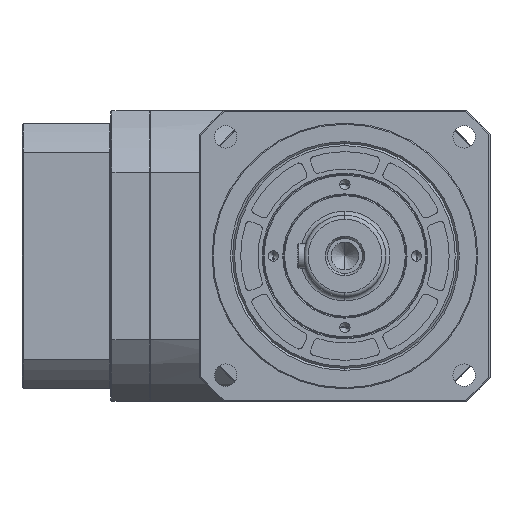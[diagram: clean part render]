
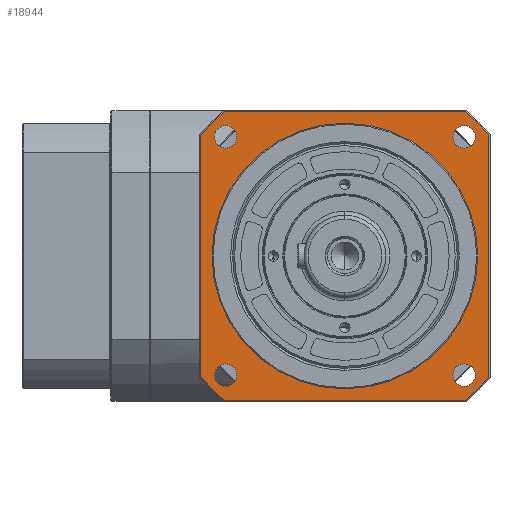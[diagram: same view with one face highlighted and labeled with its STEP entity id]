
A CAD part, left-side view. The second image highlights one B-rep face of the part: STEP entity #18944.
In plain terms, the highlighted planar face has unit normal (-1, 0, 0).
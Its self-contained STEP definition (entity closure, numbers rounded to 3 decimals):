
#15136=CARTESIAN_POINT('',(15.,0.,0.));
#15137=DIRECTION('',(-1.,0.,0.));
#15138=DIRECTION('',(0.,0.642,0.766));
#15139=AXIS2_PLACEMENT_3D('',#15136,#15137,#15138);
#15141=CARTESIAN_POINT('',(15.,0.,0.));
#15142=DIRECTION('',(-1.,0.,0.));
#15143=DIRECTION('',(0.,-0.766,0.642));
#15144=AXIS2_PLACEMENT_3D('',#15141,#15142,#15143);
#15146=CARTESIAN_POINT('',(15.,0.,0.));
#15147=DIRECTION('',(-1.,0.,0.));
#15148=DIRECTION('',(0.,-0.642,-0.766));
#15149=AXIS2_PLACEMENT_3D('',#15146,#15147,#15148);
#15151=CARTESIAN_POINT('',(15.,0.,0.));
#15152=DIRECTION('',(-1.,0.,0.));
#15153=DIRECTION('',(0.,0.766,-0.642));
#15154=AXIS2_PLACEMENT_3D('',#15151,#15152,#15153);
#15156=CARTESIAN_POINT('',(15.,58.336,58.336));
#15157=DIRECTION('',(1.,0.,0.));
#15158=DIRECTION('',(0.,0.,-1.));
#15159=AXIS2_PLACEMENT_3D('',#15156,#15157,#15158);
#15161=CARTESIAN_POINT('',(15.,58.336,58.336));
#15162=DIRECTION('',(1.,0.,0.));
#15163=DIRECTION('',(0.,0.,1.));
#15164=AXIS2_PLACEMENT_3D('',#15161,#15162,#15163);
#15166=CARTESIAN_POINT('',(15.,-58.336,58.336));
#15167=DIRECTION('',(1.,0.,0.));
#15168=DIRECTION('',(0.,0.,-1.));
#15169=AXIS2_PLACEMENT_3D('',#15166,#15167,#15168);
#15171=CARTESIAN_POINT('',(15.,-58.336,58.336));
#15172=DIRECTION('',(1.,0.,0.));
#15173=DIRECTION('',(0.,0.,1.));
#15174=AXIS2_PLACEMENT_3D('',#15171,#15172,#15173);
#15176=CARTESIAN_POINT('',(15.,-58.336,-58.336));
#15177=DIRECTION('',(1.,0.,0.));
#15178=DIRECTION('',(0.,0.,-1.));
#15179=AXIS2_PLACEMENT_3D('',#15176,#15177,#15178);
#15181=CARTESIAN_POINT('',(15.,-58.336,-58.336));
#15182=DIRECTION('',(1.,0.,0.));
#15183=DIRECTION('',(0.,0.,1.));
#15184=AXIS2_PLACEMENT_3D('',#15181,#15182,#15183);
#15186=CARTESIAN_POINT('',(15.,58.336,-58.336));
#15187=DIRECTION('',(1.,0.,0.));
#15188=DIRECTION('',(0.,0.,-1.));
#15189=AXIS2_PLACEMENT_3D('',#15186,#15187,#15188);
#15191=CARTESIAN_POINT('',(15.,58.336,-58.336));
#15192=DIRECTION('',(1.,0.,0.));
#15193=DIRECTION('',(0.,0.,1.));
#15194=AXIS2_PLACEMENT_3D('',#15191,#15192,#15193);
#15196=CARTESIAN_POINT('',(15.,0.,0.));
#15197=DIRECTION('',(1.,0.,0.));
#15198=DIRECTION('',(0.,0.,-1.));
#15199=AXIS2_PLACEMENT_3D('',#15196,#15197,#15198);
#15201=CARTESIAN_POINT('',(15.,0.,0.));
#15202=DIRECTION('',(1.,0.,0.));
#15203=DIRECTION('',(0.,0.,1.));
#15204=AXIS2_PLACEMENT_3D('',#15201,#15202,#15203);
#15206=DIRECTION('',(0.,0.,1.));
#15207=VECTOR('',#15206,118.216);
#15208=CARTESIAN_POINT('',(15.,70.5,-59.108));
#15209=LINE('',#15208,#15207);
#15226=CARTESIAN_POINT('',(15.,70.5,59.108));
#15233=DIRECTION('',(0.,-1.,0.));
#15234=VECTOR('',#15233,118.216);
#15235=CARTESIAN_POINT('',(15.,59.108,70.5));
#15236=LINE('',#15235,#15234);
#15264=DIRECTION('',(0.,0.,-1.));
#15265=VECTOR('',#15264,118.216);
#15266=CARTESIAN_POINT('',(15.,-70.5,59.108));
#15267=LINE('',#15266,#15265);
#16379=DIRECTION('',(0.,1.,0.));
#16380=VECTOR('',#16379,118.216);
#16381=CARTESIAN_POINT('',(15.,-59.108,-70.5));
#16382=LINE('',#16381,#16380);
#16383=CARTESIAN_POINT('',(15.,70.5,-59.108));
#17574=CARTESIAN_POINT('',(15.,58.336,-63.836));
#17575=CARTESIAN_POINT('',(15.,58.336,-52.836));
#17576=VERTEX_POINT('',#17574);
#17577=VERTEX_POINT('',#17575);
#17652=CARTESIAN_POINT('',(15.,-59.108,-70.5));
#17653=CARTESIAN_POINT('',(15.,-70.5,-59.108));
#17654=VERTEX_POINT('',#17652);
#17655=VERTEX_POINT('',#17653);
#17676=CARTESIAN_POINT('',(15.,-58.336,52.836));
#17677=CARTESIAN_POINT('',(15.,-58.336,63.836));
#17678=VERTEX_POINT('',#17676);
#17679=VERTEX_POINT('',#17677);
#17684=CARTESIAN_POINT('',(15.,59.108,70.5));
#17685=CARTESIAN_POINT('',(15.,-59.108,70.5));
#17686=VERTEX_POINT('',#17684);
#17687=VERTEX_POINT('',#17685);
#17720=CARTESIAN_POINT('',(15.,0.,-65.));
#17721=CARTESIAN_POINT('',(15.,0.,65.));
#17722=VERTEX_POINT('',#17720);
#17723=VERTEX_POINT('',#17721);
#17770=VERTEX_POINT('',#16383);
#18009=CARTESIAN_POINT('',(15.,58.336,52.836));
#18010=CARTESIAN_POINT('',(15.,58.336,63.836));
#18011=VERTEX_POINT('',#18009);
#18012=VERTEX_POINT('',#18010);
#18160=CARTESIAN_POINT('',(15.,-58.336,-63.836));
#18161=CARTESIAN_POINT('',(15.,-58.336,-52.836));
#18162=VERTEX_POINT('',#18160);
#18163=VERTEX_POINT('',#18161);
#18178=CARTESIAN_POINT('',(15.,-70.5,59.108));
#18179=VERTEX_POINT('',#18178);
#18214=CARTESIAN_POINT('',(15.,59.108,-70.5));
#18215=VERTEX_POINT('',#18214);
#18334=VERTEX_POINT('',#15226);
#18892=CARTESIAN_POINT('',(15.,65.,0.));
#18893=DIRECTION('',(1.,0.,0.));
#18894=DIRECTION('',(0.,0.,-1.));
#18895=AXIS2_PLACEMENT_3D('',#18892,#18893,#18894);
#18896=PLANE('',#18895);
#18898=ORIENTED_EDGE('',*,*,#18897,.T.);
#18900=ORIENTED_EDGE('',*,*,#18899,.F.);
#18902=ORIENTED_EDGE('',*,*,#18901,.T.);
#18904=ORIENTED_EDGE('',*,*,#18903,.F.);
#18906=ORIENTED_EDGE('',*,*,#18905,.T.);
#18908=ORIENTED_EDGE('',*,*,#18907,.F.);
#18910=ORIENTED_EDGE('',*,*,#18909,.T.);
#18912=ORIENTED_EDGE('',*,*,#18911,.F.);
#18913=EDGE_LOOP('',(#18898,#18900,#18902,#18904,#18906,#18908,#18910,#18912));
#18914=FACE_OUTER_BOUND('',#18913,.F.);
#18916=ORIENTED_EDGE('',*,*,#18915,.F.);
#18918=ORIENTED_EDGE('',*,*,#18917,.F.);
#18919=EDGE_LOOP('',(#18916,#18918));
#18920=FACE_BOUND('',#18919,.F.);
#18922=ORIENTED_EDGE('',*,*,#18921,.F.);
#18924=ORIENTED_EDGE('',*,*,#18923,.F.);
#18925=EDGE_LOOP('',(#18922,#18924));
#18926=FACE_BOUND('',#18925,.F.);
#18928=ORIENTED_EDGE('',*,*,#18927,.F.);
#18930=ORIENTED_EDGE('',*,*,#18929,.F.);
#18931=EDGE_LOOP('',(#18928,#18930));
#18932=FACE_BOUND('',#18931,.F.);
#18934=ORIENTED_EDGE('',*,*,#18933,.F.);
#18936=ORIENTED_EDGE('',*,*,#18935,.F.);
#18937=EDGE_LOOP('',(#18934,#18936));
#18938=FACE_BOUND('',#18937,.F.);
#18939=ORIENTED_EDGE('',*,*,#18882,.F.);
#18941=ORIENTED_EDGE('',*,*,#18940,.F.);
#18942=EDGE_LOOP('',(#18939,#18941));
#18943=FACE_BOUND('',#18942,.F.);
#18944=ADVANCED_FACE('',(#18914,#18920,#18926,#18932,#18938,#18943),#18896,.F.);
#15140=CIRCLE('',#15139,92.);
#15145=CIRCLE('',#15144,92.);
#15150=CIRCLE('',#15149,92.);
#15155=CIRCLE('',#15154,92.);
#15160=CIRCLE('',#15159,5.5);
#15165=CIRCLE('',#15164,5.5);
#15170=CIRCLE('',#15169,5.5);
#15175=CIRCLE('',#15174,5.5);
#15180=CIRCLE('',#15179,5.5);
#15185=CIRCLE('',#15184,5.5);
#15190=CIRCLE('',#15189,5.5);
#15195=CIRCLE('',#15194,5.5);
#15200=CIRCLE('',#15199,65.);
#15205=CIRCLE('',#15204,65.);
#18882=EDGE_CURVE('',#17722,#17723,#15200,.T.);
#18897=EDGE_CURVE('',#17770,#18334,#15209,.T.);
#18899=EDGE_CURVE('',#17686,#18334,#15140,.T.);
#18901=EDGE_CURVE('',#17686,#17687,#15236,.T.);
#18903=EDGE_CURVE('',#18179,#17687,#15145,.T.);
#18905=EDGE_CURVE('',#18179,#17655,#15267,.T.);
#18907=EDGE_CURVE('',#17654,#17655,#15150,.T.);
#18909=EDGE_CURVE('',#17654,#18215,#16382,.T.);
#18911=EDGE_CURVE('',#17770,#18215,#15155,.T.);
#18915=EDGE_CURVE('',#18011,#18012,#15160,.T.);
#18917=EDGE_CURVE('',#18012,#18011,#15165,.T.);
#18921=EDGE_CURVE('',#17678,#17679,#15170,.T.);
#18923=EDGE_CURVE('',#17679,#17678,#15175,.T.);
#18927=EDGE_CURVE('',#18162,#18163,#15180,.T.);
#18929=EDGE_CURVE('',#18163,#18162,#15185,.T.);
#18933=EDGE_CURVE('',#17576,#17577,#15190,.T.);
#18935=EDGE_CURVE('',#17577,#17576,#15195,.T.);
#18940=EDGE_CURVE('',#17723,#17722,#15205,.T.);
